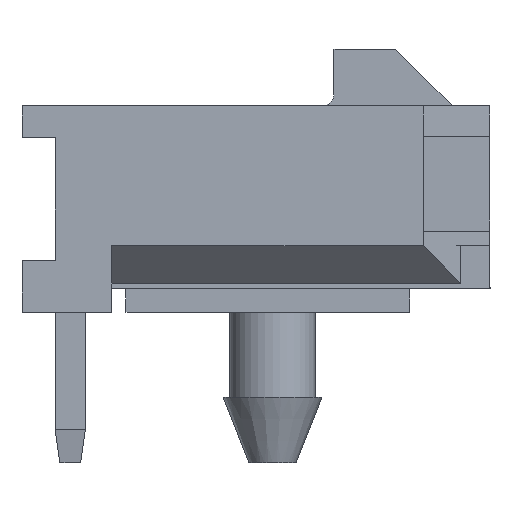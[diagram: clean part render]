
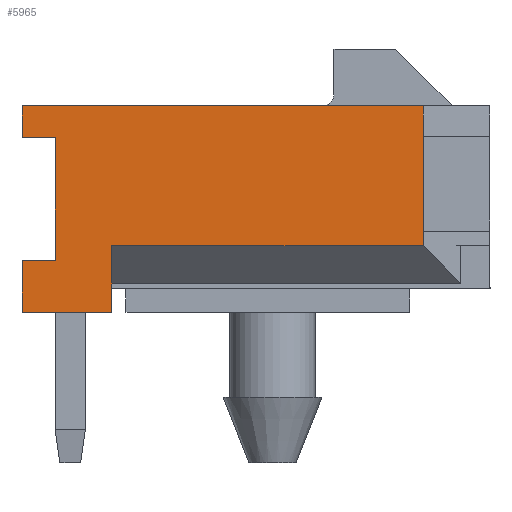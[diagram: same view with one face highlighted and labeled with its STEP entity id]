
A CAD part, left-side view. The second image highlights one B-rep face of the part: STEP entity #5965.
In plain terms, the highlighted planar face has unit normal (-1, 0, 0).
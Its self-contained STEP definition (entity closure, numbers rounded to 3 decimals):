
#773=ORIENTED_EDGE('',*,*,#2379,.T.);
#774=ORIENTED_EDGE('',*,*,#2380,.T.);
#775=ORIENTED_EDGE('',*,*,#2372,.T.);
#776=ORIENTED_EDGE('',*,*,#2381,.T.);
#777=ORIENTED_EDGE('',*,*,#2382,.F.);
#778=ORIENTED_EDGE('',*,*,#2383,.T.);
#779=ORIENTED_EDGE('',*,*,#2384,.F.);
#780=ORIENTED_EDGE('',*,*,#2385,.F.);
#781=ORIENTED_EDGE('',*,*,#2386,.F.);
#782=ORIENTED_EDGE('',*,*,#1948,.T.);
#783=ORIENTED_EDGE('',*,*,#2378,.T.);
#784=ORIENTED_EDGE('',*,*,#2387,.T.);
#1948=EDGE_CURVE('',#2806,#2805,#3366,.T.);
#2372=EDGE_CURVE('',#3133,#3134,#3790,.T.);
#2378=EDGE_CURVE('',#2805,#3138,#3796,.T.);
#2379=EDGE_CURVE('',#3139,#3140,#3797,.T.);
#2380=EDGE_CURVE('',#3140,#3133,#3798,.T.);
#2381=EDGE_CURVE('',#3134,#3141,#3799,.T.);
#2382=EDGE_CURVE('',#3142,#3141,#3800,.T.);
#2383=EDGE_CURVE('',#3142,#3143,#3801,.T.);
#2384=EDGE_CURVE('',#3144,#3143,#3802,.T.);
#2385=EDGE_CURVE('',#3145,#3144,#3803,.T.);
#2386=EDGE_CURVE('',#2806,#3145,#3804,.T.);
#2387=EDGE_CURVE('',#3138,#3139,#3805,.T.);
#2805=VERTEX_POINT('',#8332);
#2806=VERTEX_POINT('',#8334);
#3133=VERTEX_POINT('',#9161);
#3134=VERTEX_POINT('',#9162);
#3138=VERTEX_POINT('',#9172);
#3139=VERTEX_POINT('',#9176);
#3140=VERTEX_POINT('',#9177);
#3141=VERTEX_POINT('',#9180);
#3142=VERTEX_POINT('',#9182);
#3143=VERTEX_POINT('',#9184);
#3144=VERTEX_POINT('',#9186);
#3145=VERTEX_POINT('',#9188);
#3366=LINE('',#8333,#4213);
#3790=LINE('',#9160,#4637);
#3796=LINE('',#9173,#4643);
#3797=LINE('',#9175,#4644);
#3798=LINE('',#9178,#4645);
#3799=LINE('',#9179,#4646);
#3800=LINE('',#9181,#4647);
#3801=LINE('',#9183,#4648);
#3802=LINE('',#9185,#4649);
#3803=LINE('',#9187,#4650);
#3804=LINE('',#9189,#4651);
#3805=LINE('',#9190,#4652);
#4213=VECTOR('',#6717,1000.);
#4637=VECTOR('',#7293,1000.);
#4643=VECTOR('',#7301,1000.);
#4644=VECTOR('',#7304,1000.);
#4645=VECTOR('',#7305,1000.);
#4646=VECTOR('',#7306,1000.);
#4647=VECTOR('',#7307,1000.);
#4648=VECTOR('',#7308,1000.);
#4649=VECTOR('',#7309,1000.);
#4650=VECTOR('',#7310,1000.);
#4651=VECTOR('',#7311,1000.);
#4652=VECTOR('',#7312,1000.);
#5041=EDGE_LOOP('',(#773,#774,#775,#776,#777,#778,#779,#780,#781,#782,#783,
#784));
#5364=FACE_BOUND('',#5041,.T.);
#5668=PLANE('',#6299);
#5965=ADVANCED_FACE('',(#5364),#5668,.T.);
#6299=AXIS2_PLACEMENT_3D('',#9174,#7302,#7303);
#6717=DIRECTION('',(0.,1.,0.));
#7293=DIRECTION('',(0.,0.,-1.));
#7301=DIRECTION('',(0.,0.,-1.));
#7302=DIRECTION('',(-1.,0.,0.));
#7303=DIRECTION('',(0.,0.,1.));
#7304=DIRECTION('',(0.,0.,-1.));
#7305=DIRECTION('',(0.,1.,0.));
#7306=DIRECTION('',(0.,-1.,0.));
#7307=DIRECTION('',(0.,0.,-1.));
#7308=DIRECTION('',(0.,-1.,0.));
#7309=DIRECTION('',(0.,0.,-1.));
#7310=DIRECTION('',(0.,0.,-1.));
#7311=DIRECTION('',(0.,0.,-1.));
#7312=DIRECTION('',(0.,-1.,0.));
#8332=CARTESIAN_POINT('',(-13.825,4.95,2.185));
#8333=CARTESIAN_POINT('',(-13.825,-4.95,2.185));
#8334=CARTESIAN_POINT('',(-13.825,-3.536,2.185));
#9160=CARTESIAN_POINT('',(-13.825,4.95,2.185));
#9161=CARTESIAN_POINT('',(-13.825,4.95,-1.085));
#9162=CARTESIAN_POINT('',(-13.825,4.95,-2.185));
#9172=CARTESIAN_POINT('',(-13.825,4.95,1.515));
#9173=CARTESIAN_POINT('',(-13.825,4.95,2.185));
#9174=CARTESIAN_POINT('',(-13.825,0.,0.));
#9175=CARTESIAN_POINT('',(-13.825,4.25,0.));
#9176=CARTESIAN_POINT('',(-13.825,4.25,1.515));
#9177=CARTESIAN_POINT('',(-13.825,4.25,-1.085));
#9178=CARTESIAN_POINT('',(-13.825,0.,-1.085));
#9179=CARTESIAN_POINT('',(-13.825,4.95,-2.185));
#9180=CARTESIAN_POINT('',(-13.825,3.05,-2.185));
#9181=CARTESIAN_POINT('',(-13.825,3.05,-2.185));
#9182=CARTESIAN_POINT('',(-13.825,3.05,-0.771));
#9183=CARTESIAN_POINT('',(-13.825,3.05,-0.771));
#9184=CARTESIAN_POINT('',(-13.825,-3.536,-0.771));
#9185=CARTESIAN_POINT('',(-13.825,-3.536,0.));
#9186=CARTESIAN_POINT('',(-13.825,-3.536,-0.465));
#9187=CARTESIAN_POINT('',(-13.825,-3.536,1.535));
#9188=CARTESIAN_POINT('',(-13.825,-3.536,1.535));
#9189=CARTESIAN_POINT('',(-13.825,-3.536,0.));
#9190=CARTESIAN_POINT('',(-13.825,0.,1.515));
